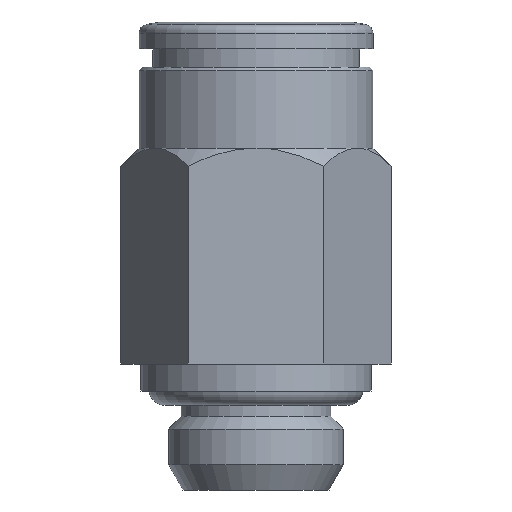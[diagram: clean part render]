
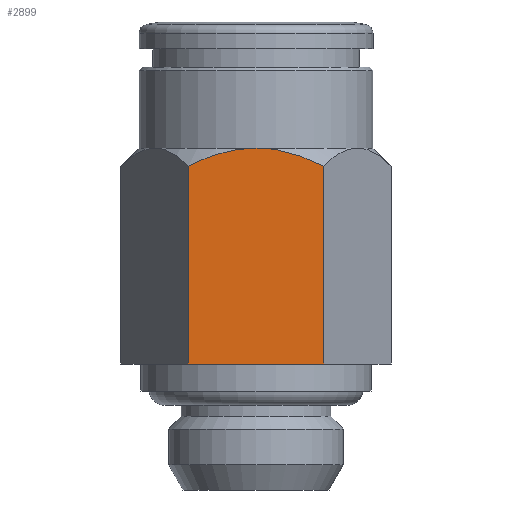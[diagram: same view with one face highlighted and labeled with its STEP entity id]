
A CAD part, front view. The second image highlights one B-rep face of the part: STEP entity #2899.
In plain terms, the highlighted face is planar.
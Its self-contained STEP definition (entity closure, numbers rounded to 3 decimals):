
#12=HYPERBOLA('',#2789,6.5,6.5);
#13=HYPERBOLA('',#2790,6.5,6.5);
#47=VECTOR('',#2243,1.);
#52=VECTOR('',#2250,1.);
#54=VECTOR('',#2258,1.);
#89=LINE('',#2570,#47);
#94=LINE('',#2580,#52);
#96=LINE('',#2588,#54);
#834=PLANE('',#2788);
#956=ORIENTED_EDGE('',*,*,#1311,.F.);
#957=ORIENTED_EDGE('',*,*,#1302,.T.);
#958=ORIENTED_EDGE('',*,*,#1307,.T.);
#959=ORIENTED_EDGE('',*,*,#1312,.T.);
#960=ORIENTED_EDGE('',*,*,#1313,.T.);
#1213=VERTEX_POINT('',#2566);
#1215=VERTEX_POINT('',#2569);
#1219=VERTEX_POINT('',#2579);
#1222=VERTEX_POINT('',#2587);
#1223=VERTEX_POINT('',#2589);
#1302=EDGE_CURVE('',#1215,#1213,#89,.T.);
#1307=EDGE_CURVE('',#1213,#1219,#94,.T.);
#1311=EDGE_CURVE('',#1215,#1222,#96,.T.);
#1312=EDGE_CURVE('',#1219,#1223,#12,.T.);
#1313=EDGE_CURVE('',#1223,#1222,#13,.T.);
#1418=EDGE_LOOP('',(#956,#957,#958,#959,#960));
#1520=FACE_BOUND('',#1418,.T.);
#2243=DIRECTION('',(0.,0.,-7.506));
#2250=DIRECTION('',(0.,10.994,0.));
#2256=DIRECTION('',(1.,0.,0.));
#2257=DIRECTION('',(0.,-1.,0.));
#2258=DIRECTION('',(0.,10.994,0.));
#2259=DIRECTION('',(-1.,0.,0.));
#2260=DIRECTION('',(0.,-1.,0.));
#2261=DIRECTION('',(-1.,0.,0.));
#2262=DIRECTION('',(0.,-1.,0.));
#2566=CARTESIAN_POINT('',(124.677,88.508,-3.753));
#2569=CARTESIAN_POINT('',(124.677,88.508,3.753));
#2570=CARTESIAN_POINT('',(124.677,88.508,3.753));
#2579=CARTESIAN_POINT('',(124.677,99.503,-3.753));
#2580=CARTESIAN_POINT('',(124.677,88.508,-3.753));
#2586=CARTESIAN_POINT('',(124.677,105.008,3.753));
#2587=CARTESIAN_POINT('',(124.677,99.503,3.753));
#2588=CARTESIAN_POINT('',(124.677,88.508,3.753));
#2589=CARTESIAN_POINT('',(124.677,100.508,0.));
#2590=CARTESIAN_POINT('',(124.677,107.008,0.));
#2591=CARTESIAN_POINT('',(124.677,107.008,0.));
#2788=AXIS2_PLACEMENT_3D('',#2586,#2256,#2257);
#2789=AXIS2_PLACEMENT_3D('',#2590,#2259,#2260);
#2790=AXIS2_PLACEMENT_3D('',#2591,#2261,#2262);
#2899=ADVANCED_FACE('',(#1520),#834,.T.);
